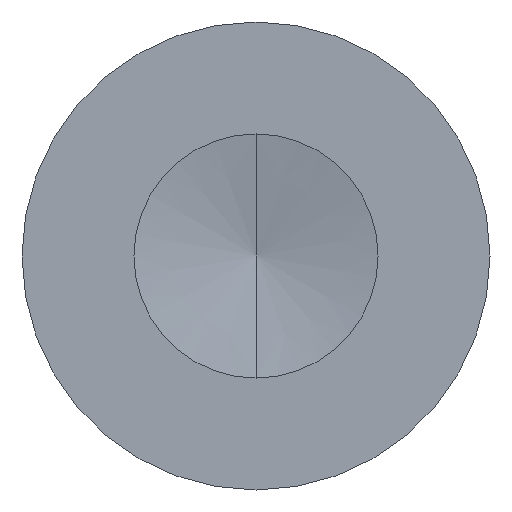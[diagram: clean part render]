
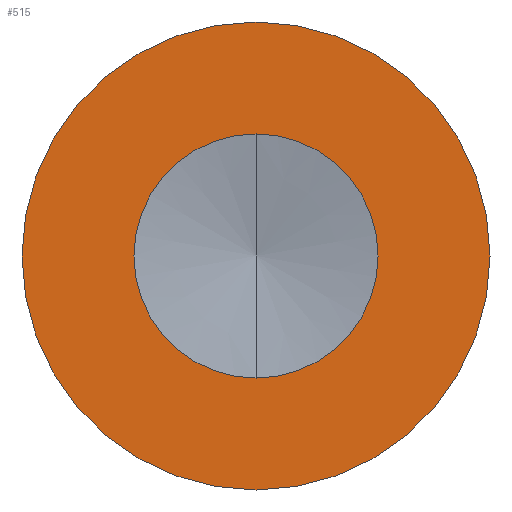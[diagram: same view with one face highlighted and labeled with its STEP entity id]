
A CAD part, front view. The second image highlights one B-rep face of the part: STEP entity #515.
In plain terms, the highlighted planar face has unit normal (0, -1, 0).
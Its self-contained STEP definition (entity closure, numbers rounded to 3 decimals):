
#7 = CARTESIAN_POINT ( 'NONE',  ( 0., -5.627, -11.5 ) ) ;
#9 = CARTESIAN_POINT ( 'NONE',  ( 0., -5.627, 0. ) ) ;
#16 = EDGE_LOOP ( 'NONE', ( #146, #508 ) ) ;
#22 = DIRECTION ( 'NONE',  ( 0., 0., -1. ) ) ;
#31 = FACE_OUTER_BOUND ( 'NONE', #138, .T. ) ;
#37 = CIRCLE ( 'NONE', #618, 6. ) ;
#42 = CIRCLE ( 'NONE', #156, 6. ) ;
#74 = DIRECTION ( 'NONE',  ( 0., 0., -1. ) ) ;
#76 = CIRCLE ( 'NONE', #218, 11.5 ) ;
#98 = ORIENTED_EDGE ( 'NONE', *, *, #522, .T. ) ;
#105 = DIRECTION ( 'NONE',  ( 0., 0., -1. ) ) ;
#111 = EDGE_CURVE ( 'NONE', #483, #566, #37, .T. ) ;
#122 = CARTESIAN_POINT ( 'NONE',  ( 11.5, -5.627, 0. ) ) ;
#138 = EDGE_LOOP ( 'NONE', ( #98, #373 ) ) ;
#146 = ORIENTED_EDGE ( 'NONE', *, *, #111, .F. ) ;
#156 = AXIS2_PLACEMENT_3D ( 'NONE', #9, #346, #105 ) ;
#159 = CARTESIAN_POINT ( 'NONE',  ( 0., -5.627, -6. ) ) ;
#201 = CIRCLE ( 'NONE', #507, 11.5 ) ;
#203 = DIRECTION ( 'NONE',  ( 0., -1., 0. ) ) ;
#208 = FACE_BOUND ( 'NONE', #16, .T. ) ;
#218 = AXIS2_PLACEMENT_3D ( 'NONE', #462, #410, #512 ) ;
#258 = PLANE ( 'NONE',  #360 ) ;
#346 = DIRECTION ( 'NONE',  ( 0., -1., 0. ) ) ;
#353 = CARTESIAN_POINT ( 'NONE',  ( 0., -5.627, 11.5 ) ) ;
#360 = AXIS2_PLACEMENT_3D ( 'NONE', #122, #455, #74 ) ;
#373 = ORIENTED_EDGE ( 'NONE', *, *, #495, .T. ) ;
#389 = CARTESIAN_POINT ( 'NONE',  ( 0., -5.627, 0. ) ) ;
#410 = DIRECTION ( 'NONE',  ( 0., -1., 0. ) ) ;
#412 = DIRECTION ( 'NONE',  ( 0., -1., 0. ) ) ;
#453 = CARTESIAN_POINT ( 'NONE',  ( 0., -5.627, 6. ) ) ;
#455 = DIRECTION ( 'NONE',  ( 0., -1., 0. ) ) ;
#462 = CARTESIAN_POINT ( 'NONE',  ( 0., -5.627, 0. ) ) ;
#483 = VERTEX_POINT ( 'NONE', #159 ) ;
#495 = EDGE_CURVE ( 'NONE', #526, #509, #201, .T. ) ;
#507 = AXIS2_PLACEMENT_3D ( 'NONE', #389, #203, #593 ) ;
#508 = ORIENTED_EDGE ( 'NONE', *, *, #511, .F. ) ;
#509 = VERTEX_POINT ( 'NONE', #7 ) ;
#511 = EDGE_CURVE ( 'NONE', #566, #483, #42, .T. ) ;
#512 = DIRECTION ( 'NONE',  ( 0., 0., -1. ) ) ;
#515 = ADVANCED_FACE ( 'NONE', ( #31, #208 ), #258, .T. ) ;
#522 = EDGE_CURVE ( 'NONE', #509, #526, #76, .T. ) ;
#526 = VERTEX_POINT ( 'NONE', #353 ) ;
#553 = CARTESIAN_POINT ( 'NONE',  ( 0., -5.627, 0. ) ) ;
#566 = VERTEX_POINT ( 'NONE', #453 ) ;
#593 = DIRECTION ( 'NONE',  ( 0., 0., -1. ) ) ;
#618 = AXIS2_PLACEMENT_3D ( 'NONE', #553, #412, #22 ) ;
